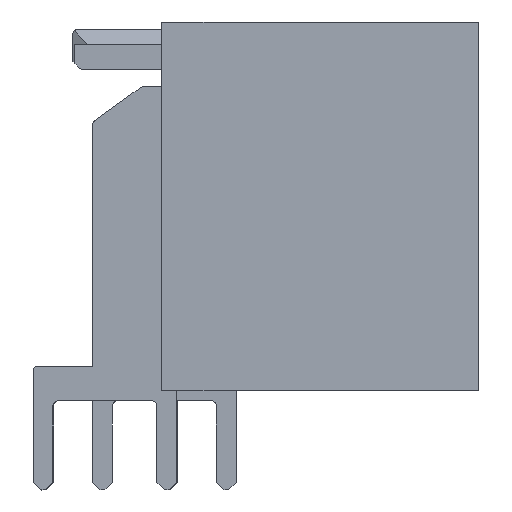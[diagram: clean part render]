
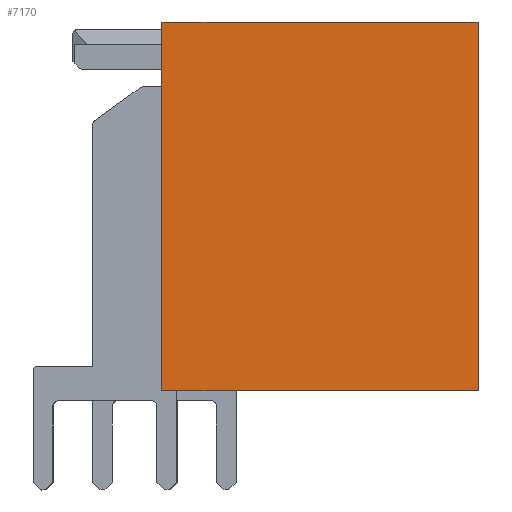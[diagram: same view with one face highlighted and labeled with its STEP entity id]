
A CAD part, front view. The second image highlights one B-rep face of the part: STEP entity #7170.
In plain terms, the highlighted planar face has unit normal (0, -1, 0).
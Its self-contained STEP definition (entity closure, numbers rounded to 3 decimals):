
#649=ORIENTED_EDGE('',*,*,#2681,.F.);
#650=ORIENTED_EDGE('',*,*,#2563,.F.);
#651=ORIENTED_EDGE('',*,*,#2682,.F.);
#652=ORIENTED_EDGE('',*,*,#2683,.F.);
#2563=EDGE_CURVE('',#3586,#3587,#4309,.T.);
#2681=EDGE_CURVE('',#3587,#3668,#4427,.T.);
#2682=EDGE_CURVE('',#3669,#3586,#4428,.T.);
#2683=EDGE_CURVE('',#3668,#3669,#4429,.T.);
#3586=VERTEX_POINT('',#10419);
#3587=VERTEX_POINT('',#10421);
#3668=VERTEX_POINT('',#10646);
#3669=VERTEX_POINT('',#10648);
#4309=LINE('',#10420,#5314);
#4427=LINE('',#10645,#5432);
#4428=LINE('',#10647,#5433);
#4429=LINE('',#10649,#5434);
#5314=VECTOR('',#8324,1000.);
#5432=VECTOR('',#8494,1000.);
#5433=VECTOR('',#8495,1000.);
#5434=VECTOR('',#8496,1000.);
#6077=EDGE_LOOP('',(#649,#650,#651,#652));
#6459=FACE_BOUND('',#6077,.T.);
#6833=PLANE('',#7579);
#7170=ADVANCED_FACE('',(#6459),#6833,.F.);
#7579=AXIS2_PLACEMENT_3D('',#10644,#8492,#8493);
#8324=DIRECTION('',(1.,0.,0.));
#8492=DIRECTION('',(0.,1.,0.));
#8493=DIRECTION('',(0.,0.,1.));
#8494=DIRECTION('',(0.,0.,-1.));
#8495=DIRECTION('',(0.,0.,1.));
#8496=DIRECTION('',(-1.,0.,0.));
#10419=CARTESIAN_POINT('',(-7.45,0.,6.4));
#10420=CARTESIAN_POINT('',(-7.45,0.,6.4));
#10421=CARTESIAN_POINT('',(7.45,0.,6.4));
#10644=CARTESIAN_POINT('',(0.,0.,0.));
#10645=CARTESIAN_POINT('',(7.45,0.,6.4));
#10646=CARTESIAN_POINT('',(7.45,0.,-6.4));
#10647=CARTESIAN_POINT('',(-7.45,0.,-6.4));
#10648=CARTESIAN_POINT('',(-7.45,0.,-6.4));
#10649=CARTESIAN_POINT('',(7.45,0.,-6.4));
